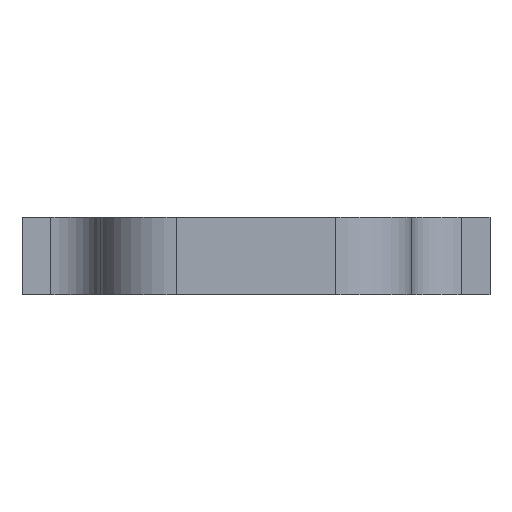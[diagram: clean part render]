
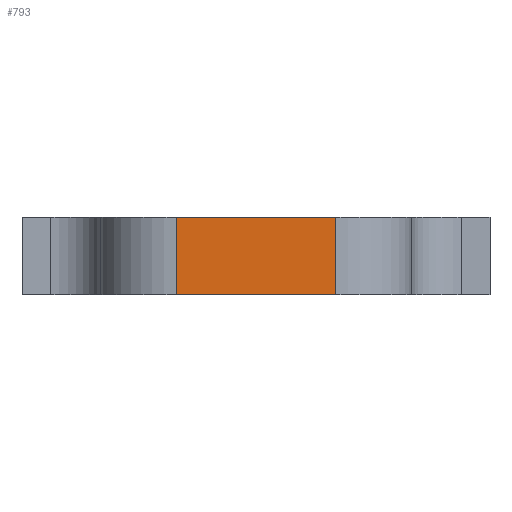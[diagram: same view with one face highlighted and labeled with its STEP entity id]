
A CAD part, front view. The second image highlights one B-rep face of the part: STEP entity #793.
In plain terms, the highlighted planar face has unit normal (0, -1, 0).
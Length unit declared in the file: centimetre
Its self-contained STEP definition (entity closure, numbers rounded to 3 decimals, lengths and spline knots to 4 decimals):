
#45=LINE('',#1159,#101);
#72=LINE('',#1299,#128);
#73=LINE('',#1302,#129);
#74=LINE('',#1303,#130);
#101=VECTOR('',#919,1.);
#128=VECTOR('',#1068,1.);
#129=VECTOR('',#1071,1.);
#130=VECTOR('',#1072,1.);
#161=PLANE('',#879);
#239=FACE_OUTER_BOUND('',#314,.T.);
#314=EDGE_LOOP('',(#664,#665,#666,#667));
#391=VERTEX_POINT('',#1156);
#392=VERTEX_POINT('',#1158);
#444=VERTEX_POINT('',#1297);
#445=VERTEX_POINT('',#1301);
#467=EDGE_CURVE('',#391,#392,#45,.T.);
#528=EDGE_CURVE('',#391,#444,#72,.T.);
#529=EDGE_CURVE('',#445,#444,#73,.T.);
#530=EDGE_CURVE('',#392,#445,#74,.T.);
#664=ORIENTED_EDGE('',*,*,#467,.F.);
#665=ORIENTED_EDGE('',*,*,#528,.T.);
#666=ORIENTED_EDGE('',*,*,#529,.F.);
#667=ORIENTED_EDGE('',*,*,#530,.F.);
#793=ADVANCED_FACE('',(#239),#161,.T.);
#879=AXIS2_PLACEMENT_3D('',#1300,#1069,#1070);
#919=DIRECTION('',(1.,0.,0.));
#1068=DIRECTION('',(0.,0.,-1.));
#1069=DIRECTION('center_axis',(0.,-1.,0.));
#1070=DIRECTION('ref_axis',(-1.,0.,0.));
#1071=DIRECTION('',(-1.,0.,0.));
#1072=DIRECTION('',(0.,0.,-1.));
#1156=CARTESIAN_POINT('',(-0.5071,-5.035,8.));
#1158=CARTESIAN_POINT('',(0.5073,-5.035,8.));
#1159=CARTESIAN_POINT('',(-0.5071,-5.035,8.));
#1297=CARTESIAN_POINT('',(-0.5071,-5.035,7.51));
#1299=CARTESIAN_POINT('',(-0.5071,-5.035,8.));
#1300=CARTESIAN_POINT('Origin',(0.5073,-5.035,8.));
#1301=CARTESIAN_POINT('',(0.5073,-5.035,7.51));
#1302=CARTESIAN_POINT('',(-0.5071,-5.035,7.51));
#1303=CARTESIAN_POINT('',(0.5073,-5.035,8.));
